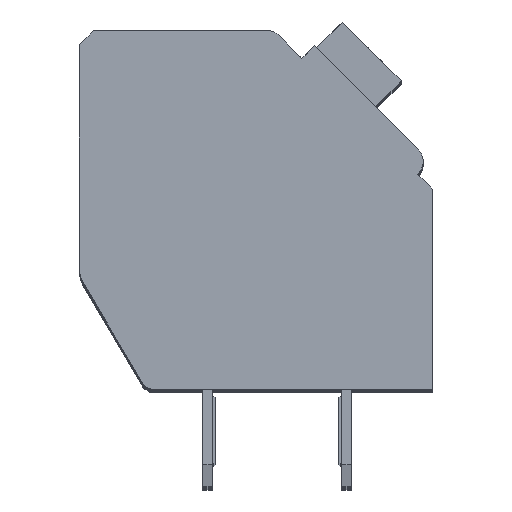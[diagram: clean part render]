
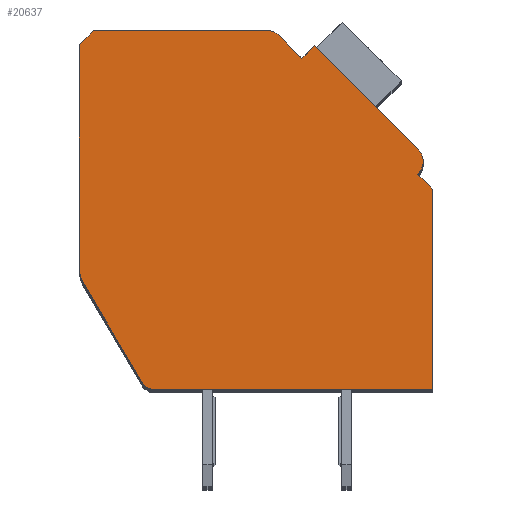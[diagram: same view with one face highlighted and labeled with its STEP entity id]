
A CAD part, top view. The second image highlights one B-rep face of the part: STEP entity #20637.
In plain terms, the highlighted planar face has unit normal (0, 0, 1).
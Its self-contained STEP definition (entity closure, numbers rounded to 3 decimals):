
#389=DIRECTION('',(0.,-1.,0.));
#390=VECTOR('',#389,8.053);
#391=CARTESIAN_POINT('',(-12.7,12.4,2.1));
#392=LINE('',#391,#390);
#393=DIRECTION('',(-0.707,-0.707,0.));
#394=VECTOR('',#393,0.707);
#395=CARTESIAN_POINT('',(-12.2,12.9,2.1));
#396=LINE('',#395,#394);
#397=DIRECTION('',(-1.,0.,0.));
#398=VECTOR('',#397,6.298);
#399=CARTESIAN_POINT('',(-5.902,12.9,2.1));
#400=LINE('',#399,#398);
#401=CARTESIAN_POINT('',(-5.902,12.4,2.1));
#402=DIRECTION('',(0.,0.,1.));
#403=DIRECTION('',(0.707,0.707,0.));
#404=AXIS2_PLACEMENT_3D('',#401,#402,#403);
#406=DIRECTION('',(-0.707,0.707,0.));
#407=VECTOR('',#406,1.197);
#408=CARTESIAN_POINT('',(-4.702,11.907,2.1));
#409=LINE('',#408,#407);
#410=DIRECTION('',(-0.707,-0.707,0.));
#411=VECTOR('',#410,0.65);
#412=CARTESIAN_POINT('',(-4.243,12.367,2.1));
#413=LINE('',#412,#411);
#414=DIRECTION('',(-0.707,0.707,0.));
#415=VECTOR('',#414,5.25);
#416=CARTESIAN_POINT('',(-0.53,8.655,2.1));
#417=LINE('',#416,#415);
#418=CARTESIAN_POINT('',(-0.99,8.195,2.1));
#419=DIRECTION('',(0.,0.,1.));
#420=DIRECTION('',(0.707,-0.707,0.));
#421=AXIS2_PLACEMENT_3D('',#418,#419,#420);
#423=DIRECTION('',(-0.707,0.707,0.));
#424=VECTOR('',#423,0.75);
#425=CARTESIAN_POINT('',(0.,7.205,2.1));
#426=LINE('',#425,#424);
#427=DIRECTION('',(0.,1.,0.));
#428=VECTOR('',#427,7.205);
#429=CARTESIAN_POINT('',(0.,0.,2.1));
#430=LINE('',#429,#428);
#431=DIRECTION('',(1.,0.,0.));
#432=VECTOR('',#431,10.014);
#433=CARTESIAN_POINT('',(-10.014,0.,2.1));
#434=LINE('',#433,#432);
#435=CARTESIAN_POINT('',(-10.014,0.5,2.1));
#436=DIRECTION('',(0.,0.,1.));
#437=DIRECTION('',(-0.862,-0.508,0.));
#438=AXIS2_PLACEMENT_3D('',#435,#436,#437);
#440=DIRECTION('',(0.508,-0.862,0.));
#441=VECTOR('',#440,4.17);
#442=CARTESIAN_POINT('',(-12.562,3.839,2.1));
#443=LINE('',#442,#441);
#444=CARTESIAN_POINT('',(-11.7,4.347,2.1));
#445=DIRECTION('',(0.,0.,1.));
#446=DIRECTION('',(-1.,0.,0.));
#447=AXIS2_PLACEMENT_3D('',#444,#445,#446);
#15479=CARTESIAN_POINT('',(-12.7,12.4,2.1));
#15480=CARTESIAN_POINT('',(-12.7,4.347,2.1));
#15481=VERTEX_POINT('',#15479);
#15482=VERTEX_POINT('',#15480);
#15483=CARTESIAN_POINT('',(-12.562,3.839,2.1));
#15484=VERTEX_POINT('',#15483);
#15485=CARTESIAN_POINT('',(-10.445,0.246,2.1));
#15486=VERTEX_POINT('',#15485);
#15487=CARTESIAN_POINT('',(-10.014,0.,2.1));
#15488=VERTEX_POINT('',#15487);
#15489=CARTESIAN_POINT('',(0.,0.,2.1));
#15490=VERTEX_POINT('',#15489);
#15491=CARTESIAN_POINT('',(0.,7.205,2.1));
#15492=VERTEX_POINT('',#15491);
#15493=CARTESIAN_POINT('',(-0.53,7.735,2.1));
#15494=VERTEX_POINT('',#15493);
#15495=CARTESIAN_POINT('',(-0.53,8.655,2.1));
#15496=VERTEX_POINT('',#15495);
#15497=CARTESIAN_POINT('',(-4.243,12.367,2.1));
#15498=VERTEX_POINT('',#15497);
#15499=CARTESIAN_POINT('',(-4.702,11.907,2.1));
#15500=VERTEX_POINT('',#15499);
#15501=CARTESIAN_POINT('',(-5.548,12.754,2.1));
#15502=VERTEX_POINT('',#15501);
#15503=CARTESIAN_POINT('',(-5.902,12.9,2.1));
#15504=VERTEX_POINT('',#15503);
#15505=CARTESIAN_POINT('',(-12.2,12.9,2.1));
#15506=VERTEX_POINT('',#15505);
#20604=CARTESIAN_POINT('',(0.,0.,2.1));
#20605=DIRECTION('',(0.,0.,1.));
#20606=DIRECTION('',(1.,0.,0.));
#20607=AXIS2_PLACEMENT_3D('',#20604,#20605,#20606);
#20608=PLANE('',#20607);
#20609=ORIENTED_EDGE('',*,*,#20245,.F.);
#20611=ORIENTED_EDGE('',*,*,#20610,.F.);
#20613=ORIENTED_EDGE('',*,*,#20612,.F.);
#20615=ORIENTED_EDGE('',*,*,#20614,.F.);
#20617=ORIENTED_EDGE('',*,*,#20616,.F.);
#20619=ORIENTED_EDGE('',*,*,#20618,.F.);
#20621=ORIENTED_EDGE('',*,*,#20620,.F.);
#20623=ORIENTED_EDGE('',*,*,#20622,.F.);
#20625=ORIENTED_EDGE('',*,*,#20624,.F.);
#20627=ORIENTED_EDGE('',*,*,#20626,.F.);
#20629=ORIENTED_EDGE('',*,*,#20628,.F.);
#20631=ORIENTED_EDGE('',*,*,#20630,.F.);
#20633=ORIENTED_EDGE('',*,*,#20632,.F.);
#20634=ORIENTED_EDGE('',*,*,#20387,.F.);
#20635=EDGE_LOOP('',(#20609,#20611,#20613,#20615,#20617,#20619,#20621,#20623,
#20625,#20627,#20629,#20631,#20633,#20634));
#20636=FACE_OUTER_BOUND('',#20635,.F.);
#405=CIRCLE('',#404,0.5);
#422=CIRCLE('',#421,0.65);
#439=CIRCLE('',#438,0.5);
#448=CIRCLE('',#447,1.);
#20245=EDGE_CURVE('',#15481,#15482,#392,.T.);
#20387=EDGE_CURVE('',#15482,#15484,#448,.T.);
#20610=EDGE_CURVE('',#15506,#15481,#396,.T.);
#20612=EDGE_CURVE('',#15504,#15506,#400,.T.);
#20614=EDGE_CURVE('',#15502,#15504,#405,.T.);
#20616=EDGE_CURVE('',#15500,#15502,#409,.T.);
#20618=EDGE_CURVE('',#15498,#15500,#413,.T.);
#20620=EDGE_CURVE('',#15496,#15498,#417,.T.);
#20622=EDGE_CURVE('',#15494,#15496,#422,.T.);
#20624=EDGE_CURVE('',#15492,#15494,#426,.T.);
#20626=EDGE_CURVE('',#15490,#15492,#430,.T.);
#20628=EDGE_CURVE('',#15488,#15490,#434,.T.);
#20630=EDGE_CURVE('',#15486,#15488,#439,.T.);
#20632=EDGE_CURVE('',#15484,#15486,#443,.T.);
#20637=ADVANCED_FACE('',(#20636),#20608,.T.);
